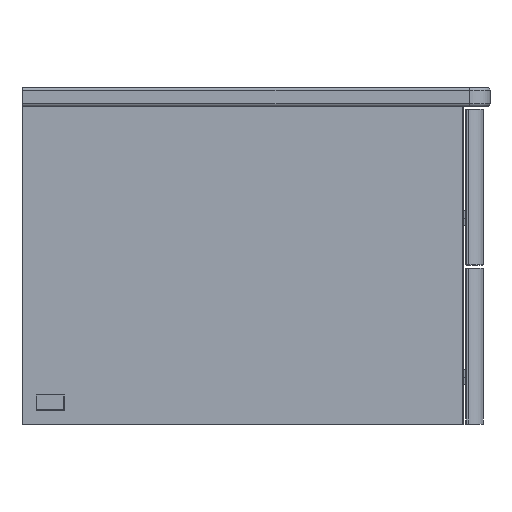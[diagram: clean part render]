
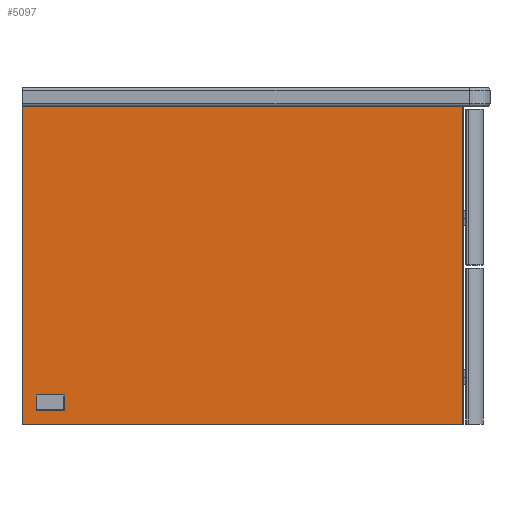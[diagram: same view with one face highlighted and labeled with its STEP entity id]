
A CAD part, left-side view. The second image highlights one B-rep face of the part: STEP entity #5097.
In plain terms, the highlighted planar face has unit normal (-1, 0, 0).
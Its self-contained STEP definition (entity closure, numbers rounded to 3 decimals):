
#4946=CARTESIAN_POINT('',(14302.999,-642.482,170.0));
#4947=VERTEX_POINT('',#4946);
#4954=CARTESIAN_POINT('',(14302.999,-642.482,-170.0));
#4955=VERTEX_POINT('',#4954);
#4956=CARTESIAN_POINT('',(14302.999,-642.482,170.0));
#4957=DIRECTION('',(0.0,0.0,-1.0));
#4958=VECTOR('',#4957,340.0);
#4959=LINE('',#4956,#4958);
#4960=EDGE_CURVE('',#4947,#4955,#4959,.T.);
#5016=CARTESIAN_POINT('',(14302.999,-171.482,-170.0));
#5017=VERTEX_POINT('',#5016);
#5018=CARTESIAN_POINT('',(14302.999,-171.482,-170.0));
#5019=DIRECTION('',(0.0,-1.0,0.0));
#5020=VECTOR('',#5019,471.0);
#5021=LINE('',#5018,#5020);
#5022=EDGE_CURVE('',#5017,#4955,#5021,.T.);
#5074=CARTESIAN_POINT('',(14302.999,-406.982,-170.001));
#5075=DIRECTION('',(-1.0,0.0,0.0));
#5076=DIRECTION('',(0.0,0.0,1.0));
#5077=AXIS2_PLACEMENT_3D('',#5074,#5075,#5076);
#5078=PLANE('',#5077);
#5079=ORIENTED_EDGE('',*,*,#4960,.F.);
#5080=CARTESIAN_POINT('',(14302.999,-171.482,170.0));
#5081=VERTEX_POINT('',#5080);
#5082=CARTESIAN_POINT('',(14302.999,-171.482,170.0));
#5083=DIRECTION('',(0.0,-1.0,0.0));
#5084=VECTOR('',#5083,471.0);
#5085=LINE('',#5082,#5084);
#5086=EDGE_CURVE('',#5081,#4947,#5085,.T.);
#5087=ORIENTED_EDGE('',*,*,#5086,.F.);
#5088=CARTESIAN_POINT('',(14302.999,-171.482,-170.0));
#5089=DIRECTION('',(0.0,0.0,1.0));
#5090=VECTOR('',#5089,340.0);
#5091=LINE('',#5088,#5090);
#5092=EDGE_CURVE('',#5017,#5081,#5091,.T.);
#5093=ORIENTED_EDGE('',*,*,#5092,.F.);
#5094=ORIENTED_EDGE('',*,*,#5022,.T.);
#5095=EDGE_LOOP('',(#5079,#5087,#5093,#5094));
#5096=FACE_OUTER_BOUND('',#5095,.T.);
#5097=ADVANCED_FACE('',(#5096),#5078,.T.);
